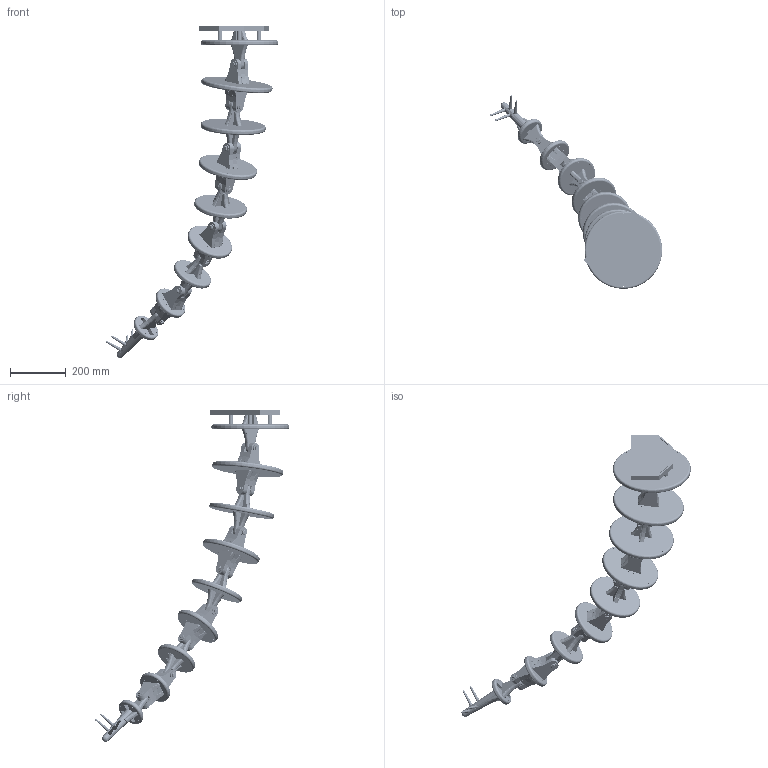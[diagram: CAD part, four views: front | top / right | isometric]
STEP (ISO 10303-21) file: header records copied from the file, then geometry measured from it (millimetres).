
FILE_DESCRIPTION(('STEP AP214'),'1');
FILE_NAME('TailAssy.STEP','2015-02-01T21:27:18',(' '),(' '),'Spatial InterOp 3D',' ',' ');
FILE_SCHEMA(('automotive_design'));
Length unit declared in the file: millimetre
Products named in the file (23): HingeShaftAssy; HingeShaft; Bushing; Washer; Three Eights Inch Screw_92865A212; TailAssy; Disc1; Disc2; Disc3; Disc4; Disc5; Disc6; Disc7; Disc8; Disc9; Rib1; Rib2; Rib1Modified; Tip; RibSpacer; Spike; AssPlate; Rib1Reinforcer
Assembly tree (67 placements, depth 3):
  TailAssy
    HingeShaftAssy  x8
      HingeShaft
      Bushing
      Washer
      Three Eights Inch Screw_92865A212
    Disc1
    Disc2
    Disc3
    Disc4
    Disc5
    Disc6
    Disc7
    Disc8
    Disc9
    Rib1  x6
    Rib2  x16
    Rib1Modified  x2
    Tip
    RibSpacer  x8
    Spike  x4
    AssPlate
    Rib1Reinforcer  x4
Bounding box: 620.05 x 698.39 x 1193.05 mm (x, y, z)
Volume: 7997061.8 mm3; surface area: 1426838.4 mm2
Topology: 115 solids, 115 shells, 3974 faces, 9079 edges, 5357 vertices
Faces by surface type: cylinder 1876, cone 1130, plane 847, torus 116, sphere 5
Entity records: 31226 total; most frequent: CARTESIAN_POINT 7295, DIRECTION 3778, ORIENTED_EDGE 3542, EDGE_CURVE 1771, AXIS2_PLACEMENT_3D 1363, VERTEX_POINT 1119, LINE 1052, VECTOR 1052
